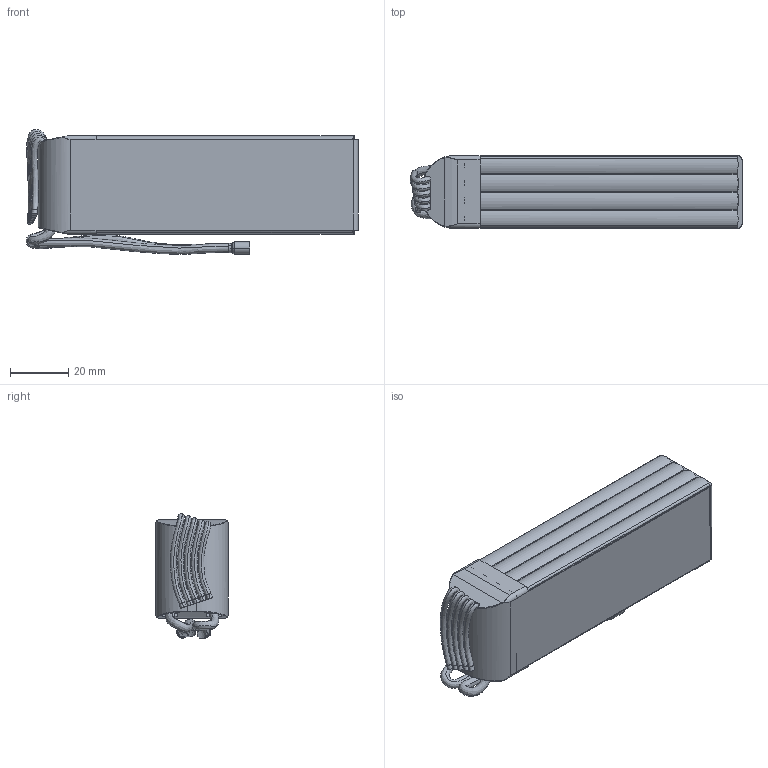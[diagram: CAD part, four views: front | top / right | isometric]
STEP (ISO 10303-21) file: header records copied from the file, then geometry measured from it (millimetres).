
FILE_DESCRIPTION (( 'STEP AP203' ), '1' );
FILE_NAME ('NUCLEO_Predeterminado_sldprt.STEP', '2022-09-20T08:33:41', ( '' ), ( '' ), 'SwSTEP 2.0', 'SolidWorks 2020', '' );
FILE_SCHEMA (( 'CONFIG_CONTROL_DESIGN' ));
Length unit declared in the file: millimetre
Products named in the file (1): NUCLEO_Predeterminado_sldprt
Bounding box: 114.18 x 25 x 42.95 mm (x, y, z)
Volume: 91161.5 mm3; surface area: 50640.7 mm2
Topology: 12 solids, 12 shells, 388 faces, 1307 edges, 992 vertices
Faces by surface type: plane 179, bspline 116, cylinder 65, torus 16, cone 8, sphere 4
Entity records: 24501 total; most frequent: CARTESIAN_POINT 13856, ORIENTED_EDGE 2598, DIRECTION 1601, EDGE_CURVE 1299, VERTEX_POINT 992, LINE 653, VECTOR 653, AXIS2_PLACEMENT_3D 474
